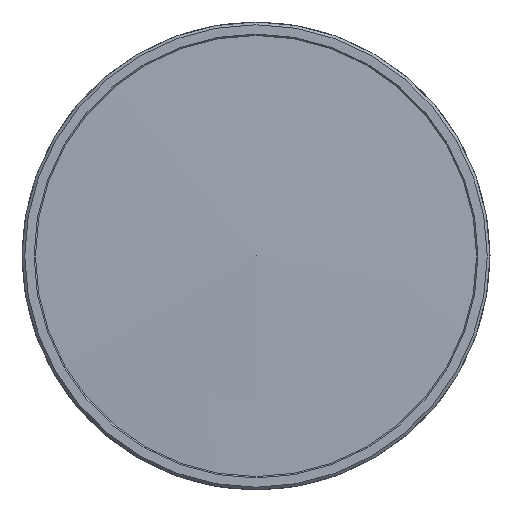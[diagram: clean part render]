
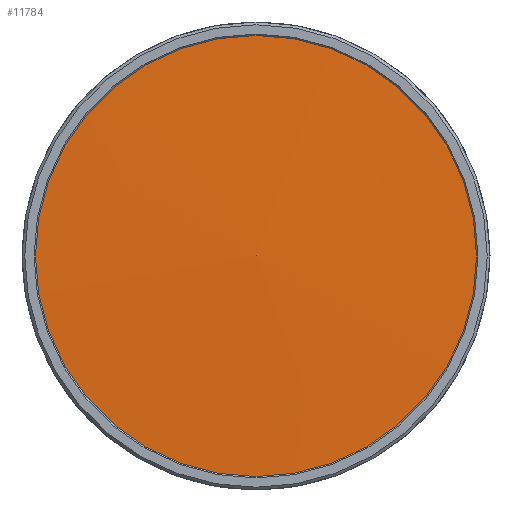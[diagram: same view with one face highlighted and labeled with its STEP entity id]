
A CAD part, left-side view. The second image highlights one B-rep face of the part: STEP entity #11784.
In plain terms, the highlighted conical face has half-angle 88.686 degrees and reference radius 79.65 mm.
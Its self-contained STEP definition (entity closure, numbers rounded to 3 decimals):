
#83 = DIRECTION ( 'NONE',  ( 1., 0., 0. ) ) ;
#1761 = EDGE_CURVE ( 'NONE', #11574, #11574, #7860, .T. ) ;
#3614 = AXIS2_PLACEMENT_3D ( 'NONE', #4770, #83, #11710 ) ;
#3891 = FACE_OUTER_BOUND ( 'NONE', #11429, .T. ) ;
#4770 = CARTESIAN_POINT ( 'NONE',  ( 1.828, 0., 0. ) ) ;
#5471 = DIRECTION ( 'NONE',  ( -1., 0., 0. ) ) ;
#6007 = ORIENTED_EDGE ( 'NONE', *, *, #1761, .T. ) ;
#7266 = CONICAL_SURFACE ( 'NONE', #3614, 79.65, 1.548 ) ;
#7860 = CIRCLE ( 'NONE', #11932, 79.65 ) ;
#8566 = CARTESIAN_POINT ( 'NONE',  ( 1.828, 0., 0. ) ) ;
#8628 = DIRECTION ( 'NONE',  ( 0., 0., 1. ) ) ;
#9602 = CARTESIAN_POINT ( 'NONE',  ( 1.828, 0., 79.65 ) ) ;
#11429 = EDGE_LOOP ( 'NONE', ( #6007 ) ) ;
#11574 = VERTEX_POINT ( 'NONE', #9602 ) ;
#11710 = DIRECTION ( 'NONE',  ( 0., 1., 0. ) ) ;
#11784 = ADVANCED_FACE ( 'NONE', ( #3891 ), #7266, .T. ) ;
#11932 = AXIS2_PLACEMENT_3D ( 'NONE', #8566, #5471, #8628 ) ;
